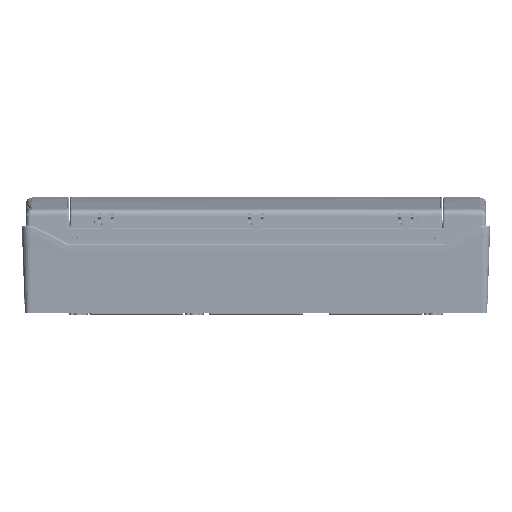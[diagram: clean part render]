
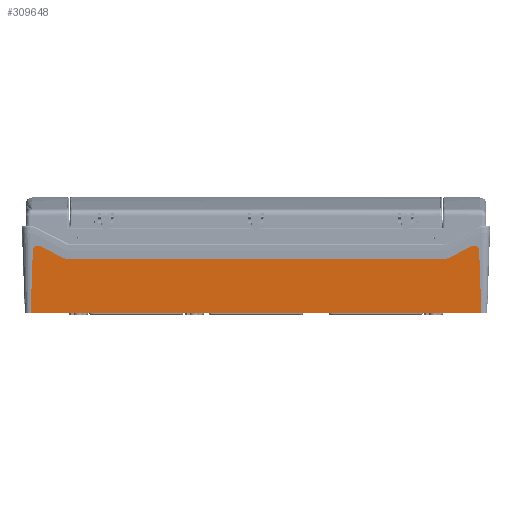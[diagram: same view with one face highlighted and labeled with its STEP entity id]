
A CAD part, left-side view. The second image highlights one B-rep face of the part: STEP entity #309648.
In plain terms, the highlighted planar face has unit normal (-0.999, 0, -0.035).
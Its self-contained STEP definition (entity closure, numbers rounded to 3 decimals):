
#259150=DIRECTION('',(-0.035,0.035,0.999));
#259151=VECTOR('',#259150,78.27);
#259152=CARTESIAN_POINT('',(953.547,76.863,
0.));
#259153=LINE('',#259152,#259151);
#259154=DIRECTION('',(0.,-1.,0.));
#259155=VECTOR('',#259154,564.508);
#259156=CARTESIAN_POINT('',(953.547,641.371,
0.));
#259157=LINE('',#259156,#259155);
#259158=DIRECTION('',(0.035,0.035,-0.999));
#259159=VECTOR('',#259158,78.27);
#259160=CARTESIAN_POINT('',(950.817,638.64,
78.174));
#259161=LINE('',#259160,#259159);
#259162=CARTESIAN_POINT('',(950.825,632.643,
77.965));
#259163=DIRECTION('',(-0.999,0.,
-0.035));
#259164=DIRECTION('',(-0.031,-0.45,0.892));
#259165=AXIS2_PLACEMENT_3D('',#259162,#259163,#259164);
#259167=DIRECTION('',(-0.016,0.893,0.45));
#259168=VECTOR('',#259167,32.839);
#259169=CARTESIAN_POINT('',(951.153,600.617,
68.552));
#259170=LINE('',#259169,#259168);
#259171=CARTESIAN_POINT('',(950.842,596.117,
77.477));
#259172=DIRECTION('',(0.999,0.,0.035));
#259173=DIRECTION('',(0.035,0.,
-0.999));
#259174=AXIS2_PLACEMENT_3D('',#259171,#259172,#259173);
#259176=CARTESIAN_POINT('',(950.842,122.117,
77.477));
#259177=DIRECTION('',(0.999,0.,0.035));
#259178=DIRECTION('',(0.031,-0.45,-0.892));
#259179=AXIS2_PLACEMENT_3D('',#259176,#259177,#259178);
#259181=DIRECTION('',(0.016,0.893,-0.45));
#259182=VECTOR('',#259181,32.839);
#259183=CARTESIAN_POINT('',(950.638,88.291,
83.32));
#259184=LINE('',#259183,#259182);
#259185=CARTESIAN_POINT('',(950.825,85.591,
77.965));
#259186=DIRECTION('',(-0.999,0.,
-0.035));
#259187=DIRECTION('',(-0.001,-0.999,0.035));
#259188=AXIS2_PLACEMENT_3D('',#259185,#259186,#259187);
#297695=DIRECTION('',(0.,-1.,0.));
#297696=VECTOR('',#297695,474.);
#297697=CARTESIAN_POINT('',(951.191,596.117,
67.483));
#297698=LINE('',#297697,#297696);
#300939=CARTESIAN_POINT('',(950.817,638.64,
78.174));
#300941=VERTEX_POINT('',#300939);
#300942=CARTESIAN_POINT('',(950.638,629.944,
83.32));
#300943=VERTEX_POINT('',#300942);
#300946=CARTESIAN_POINT('',(951.153,600.617,
68.552));
#300947=VERTEX_POINT('',#300946);
#300950=CARTESIAN_POINT('',(951.191,596.117,
67.483));
#300951=VERTEX_POINT('',#300950);
#300954=CARTESIAN_POINT('',(951.191,122.117,
67.483));
#300955=VERTEX_POINT('',#300954);
#300958=CARTESIAN_POINT('',(951.153,117.618,
68.552));
#300959=VERTEX_POINT('',#300958);
#300962=CARTESIAN_POINT('',(950.638,88.291,
83.32));
#300963=VERTEX_POINT('',#300962);
#300966=CARTESIAN_POINT('',(950.817,79.595,
78.174));
#300967=VERTEX_POINT('',#300966);
#300971=CARTESIAN_POINT('',(953.547,76.863,
0.));
#300972=VERTEX_POINT('',#300971);
#300973=CARTESIAN_POINT('',(953.547,641.371,
0.));
#300974=VERTEX_POINT('',#300973);
#309622=CARTESIAN_POINT('',(952.081,359.117,
41.988));
#309623=DIRECTION('',(0.999,0.,0.035));
#309624=DIRECTION('',(0.,1.,0.));
#309625=AXIS2_PLACEMENT_3D('',#309622,#309623,#309624);
#309626=PLANE('',#309625);
#309628=ORIENTED_EDGE('',*,*,#309627,.F.);
#309630=ORIENTED_EDGE('',*,*,#309629,.F.);
#309631=ORIENTED_EDGE('',*,*,#309600,.F.);
#309633=ORIENTED_EDGE('',*,*,#309632,.F.);
#309635=ORIENTED_EDGE('',*,*,#309634,.F.);
#309637=ORIENTED_EDGE('',*,*,#309636,.F.);
#309639=ORIENTED_EDGE('',*,*,#309638,.T.);
#309641=ORIENTED_EDGE('',*,*,#309640,.F.);
#309643=ORIENTED_EDGE('',*,*,#309642,.F.);
#309645=ORIENTED_EDGE('',*,*,#309644,.F.);
#309646=EDGE_LOOP('',(#309628,#309630,#309631,#309633,#309635,#309637,#309639,
#309641,#309643,#309645));
#309647=FACE_OUTER_BOUND('',#309646,.F.);
#259166=CIRCLE('',#259165,6.);
#259175=CIRCLE('',#259174,10.);
#259180=CIRCLE('',#259179,10.);
#259189=CIRCLE('',#259188,6.);
#309600=EDGE_CURVE('',#300941,#300974,#259161,.T.);
#309627=EDGE_CURVE('',#300972,#300967,#259153,.T.);
#309629=EDGE_CURVE('',#300974,#300972,#259157,.T.);
#309632=EDGE_CURVE('',#300943,#300941,#259166,.T.);
#309634=EDGE_CURVE('',#300947,#300943,#259170,.T.);
#309636=EDGE_CURVE('',#300951,#300947,#259175,.T.);
#309638=EDGE_CURVE('',#300951,#300955,#297698,.T.);
#309640=EDGE_CURVE('',#300959,#300955,#259180,.T.);
#309642=EDGE_CURVE('',#300963,#300959,#259184,.T.);
#309644=EDGE_CURVE('',#300967,#300963,#259189,.T.);
#309648=ADVANCED_FACE('',(#309647),#309626,.F.);
